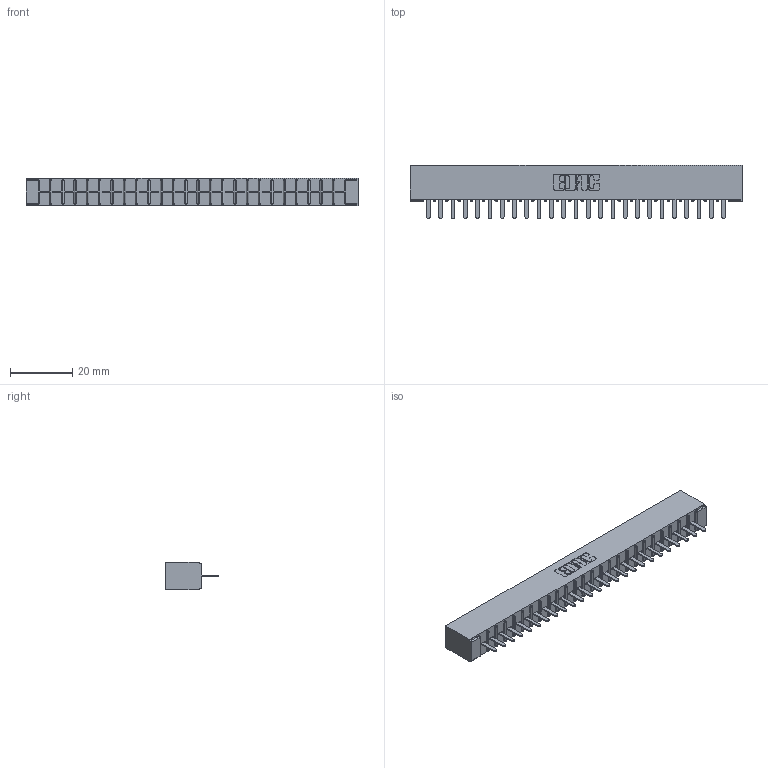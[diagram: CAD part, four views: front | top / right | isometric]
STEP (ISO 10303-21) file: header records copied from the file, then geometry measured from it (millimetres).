
FILE_DESCRIPTION (( 'STEP AP203' ), '1' );
FILE_NAME ('316-025-420-101.STEP', '2020-09-22T21:53:59', ( '' ), ( '' ), 'SwSTEP 2.0', 'SolidWorks 2020', '' );
FILE_SCHEMA (( 'CONFIG_CONTROL_DESIGN' ));
Length unit declared in the file: inch
Products named in the file (3): 316-025-420-101; 306 Part_No Mounting; 306-290-001_120
Assembly tree (26 placements, depth 2):
  316-025-420-101
    306 Part_No Mounting
    306-290-001_120  x25
Bounding box: 106.93 x 17.12 x 8.71 mm (x, y, z)
Volume: 7610.9 mm3; surface area: 11599.3 mm2
Topology: 26 solids, 26 shells, 1858 faces, 5217 edges, 3342 vertices
Faces by surface type: plane 1239, cylinder 519, sphere 100
Entity records: 25194 total; most frequent: CARTESIAN_POINT 4226, ORIENTED_EDGE 4186, DIRECTION 4169, EDGE_CURVE 2093, VECTOR 1631, LINE 1631, VERTEX_POINT 1326, AXIS2_PLACEMENT_3D 1269
